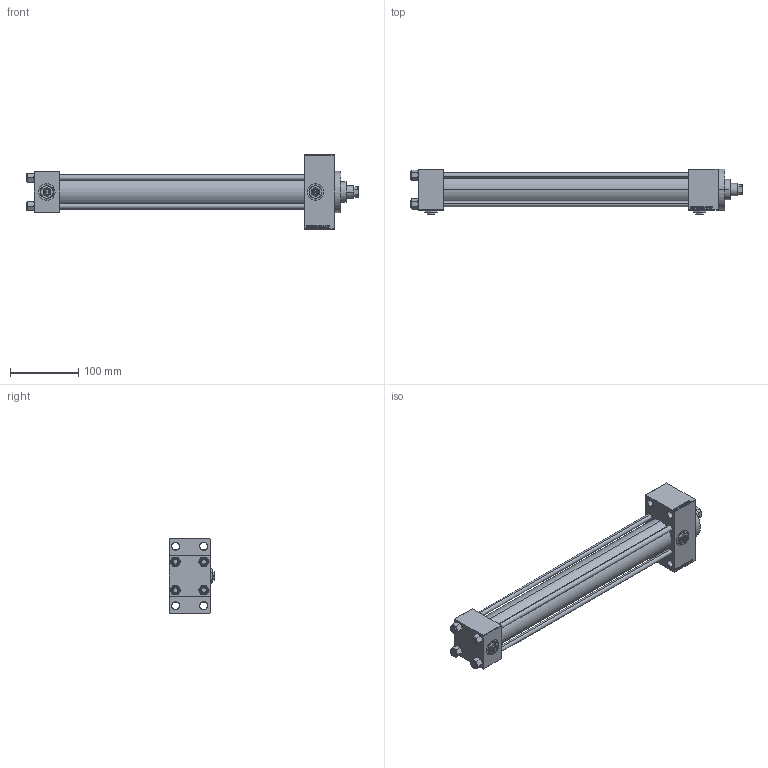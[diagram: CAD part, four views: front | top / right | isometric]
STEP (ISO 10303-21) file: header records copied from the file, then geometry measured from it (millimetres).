
FILE_DESCRIPTION (( 'STEP AP203' ), '1' );
FILE_NAME ('b2b2.STEP', '2023-08-23T02:12:39', ( '' ), ( '' ), 'SwSTEP 2.0', 'SolidWorks 2019', '' );
FILE_SCHEMA (( 'CONFIG_CONTROL_DESIGN' ));
Length unit declared in the file: millimetre
Products named in the file (7): V215CR_D_Body 8720d03d9f9059c2cf9b5bad4e43a8ba; NUT_M5_D 8720d03d9f9059c2cf9b5bad4e43a8ba; V215CR_D_TYCINKA 8720d03d9f9059c2cf9b5bad4e43a8ba; V215_VC_A 8720d03d9f9059c2cf9b5bad4e43a8ba; b2b2; V215CR_VCP_D 8720d03d9f9059c2cf9b5bad4e43a8ba; Zatka_pro_OIL_PORT 8720d03d9f9059c2cf9b5bad4e43a8ba
Assembly tree (13 placements, depth 2):
  b2b2
    V215CR_D_Body 8720d03d9f9059c2cf9b5bad4e43a8ba
    V215CR_VCP_D 8720d03d9f9059c2cf9b5bad4e43a8ba
    NUT_M5_D 8720d03d9f9059c2cf9b5bad4e43a8ba  x4
    V215CR_D_TYCINKA 8720d03d9f9059c2cf9b5bad4e43a8ba  x4
    V215_VC_A 8720d03d9f9059c2cf9b5bad4e43a8ba
    Zatka_pro_OIL_PORT 8720d03d9f9059c2cf9b5bad4e43a8ba  x2
Bounding box: 485 x 67 x 109 mm (x, y, z)
Volume: 773830.4 mm3; surface area: 252092.1 mm2
Topology: 13 solids, 13 shells, 1206 faces, 2988 edges, 1923 vertices
Faces by surface type: plane 546, bspline 368, cone 184, cylinder 100, torus 8
Entity records: 49303 total; most frequent: CARTESIAN_POINT 25694, ORIENTED_EDGE 5276, DIRECTION 3460, EDGE_CURVE 2638, VERTEX_POINT 1721, VECTOR 1554, LINE 1554, EDGE_LOOP 1181
